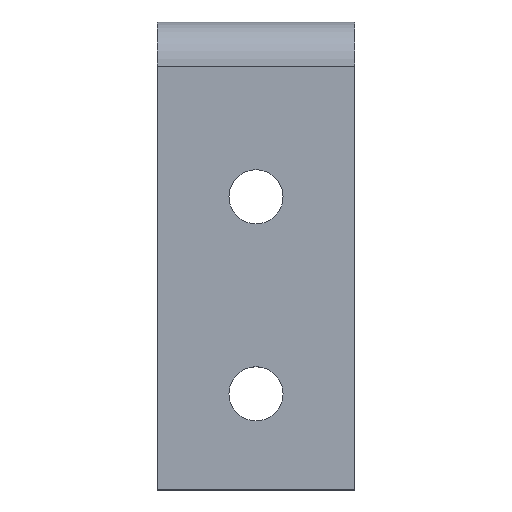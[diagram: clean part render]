
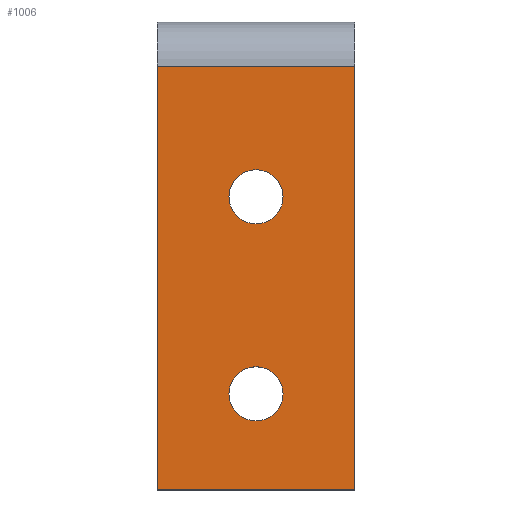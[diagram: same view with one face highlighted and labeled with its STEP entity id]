
A CAD part, top view. The second image highlights one B-rep face of the part: STEP entity #1006.
In plain terms, the highlighted planar face has unit normal (0, 0, 1).
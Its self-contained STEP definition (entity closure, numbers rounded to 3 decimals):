
#132=CARTESIAN_POINT('',(-2.75,-37.75,14.5));
#133=VERTEX_POINT('',#132);
#149=CARTESIAN_POINT('',(2.75,-37.75,14.5));
#150=VERTEX_POINT('',#149);
#157=CARTESIAN_POINT('',(0.0,-37.75,14.5));
#158=DIRECTION('',(0.0,0.0,-1.0));
#159=DIRECTION('',(-1.0,0.0,0.0));
#160=AXIS2_PLACEMENT_3D('',#157,#158,#159);
#161=CIRCLE('',#160,2.75);
#162=EDGE_CURVE('',#133,#150,#161,.T.);
#174=CARTESIAN_POINT('',(-2.75,-17.75,14.5));
#175=VERTEX_POINT('',#174);
#191=CARTESIAN_POINT('',(2.75,-17.75,14.5));
#192=VERTEX_POINT('',#191);
#199=CARTESIAN_POINT('',(0.0,-17.75,14.5));
#200=DIRECTION('',(0.0,0.0,-1.0));
#201=DIRECTION('',(-1.0,0.0,0.0));
#202=AXIS2_PLACEMENT_3D('',#199,#200,#201);
#203=CIRCLE('',#202,2.75);
#204=EDGE_CURVE('',#175,#192,#203,.T.);
#719=CARTESIAN_POINT('',(0.0,-17.75,14.5));
#720=DIRECTION('',(0.0,0.0,-1.0));
#721=DIRECTION('',(-1.0,0.0,0.0));
#722=AXIS2_PLACEMENT_3D('',#719,#720,#721);
#723=CIRCLE('',#722,2.75);
#724=EDGE_CURVE('',#192,#175,#723,.T.);
#743=CARTESIAN_POINT('',(0.0,-37.75,14.5));
#744=DIRECTION('',(0.0,0.0,-1.0));
#745=DIRECTION('',(-1.0,0.0,0.0));
#746=AXIS2_PLACEMENT_3D('',#743,#744,#745);
#747=CIRCLE('',#746,2.75);
#748=EDGE_CURVE('',#150,#133,#747,.T.);
#785=CARTESIAN_POINT('',(-10.0,-47.5,14.5));
#786=VERTEX_POINT('',#785);
#793=CARTESIAN_POINT('',(-10.0,-4.5,14.5));
#794=VERTEX_POINT('',#793);
#795=CARTESIAN_POINT('',(-10.0,-4.5,14.5));
#796=DIRECTION('',(0.0,-1.0,0.0));
#797=VECTOR('',#796,43.0);
#798=LINE('',#795,#797);
#799=EDGE_CURVE('',#794,#786,#798,.T.);
#824=CARTESIAN_POINT('',(10.0,-4.5,14.5));
#825=VERTEX_POINT('',#824);
#842=CARTESIAN_POINT('',(10.0,-4.5,14.5));
#843=DIRECTION('',(-1.0,0.0,0.0));
#844=VECTOR('',#843,20.0);
#845=LINE('',#842,#844);
#846=EDGE_CURVE('',#825,#794,#845,.T.);
#963=CARTESIAN_POINT('',(10.0,-47.5,14.5));
#964=VERTEX_POINT('',#963);
#971=CARTESIAN_POINT('',(-10.0,-47.5,14.5));
#972=DIRECTION('',(1.0,0.0,0.0));
#973=VECTOR('',#972,20.0);
#974=LINE('',#971,#973);
#975=EDGE_CURVE('',#786,#964,#974,.T.);
#982=CARTESIAN_POINT('',(0.0,-47.5,14.5));
#983=DIRECTION('',(0.0,0.0,1.0));
#984=DIRECTION('',(-1.0,0.0,0.0));
#985=AXIS2_PLACEMENT_3D('',#982,#983,#984);
#986=PLANE('',#985);
#987=CARTESIAN_POINT('',(10.0,-47.5,14.5));
#988=DIRECTION('',(0.0,1.0,0.0));
#989=VECTOR('',#988,43.0);
#990=LINE('',#987,#989);
#991=EDGE_CURVE('',#964,#825,#990,.T.);
#992=ORIENTED_EDGE('',*,*,#991,.T.);
#993=ORIENTED_EDGE('',*,*,#846,.T.);
#994=ORIENTED_EDGE('',*,*,#799,.T.);
#995=ORIENTED_EDGE('',*,*,#975,.T.);
#996=EDGE_LOOP('',(#992,#993,#994,#995));
#997=FACE_OUTER_BOUND('',#996,.T.);
#998=ORIENTED_EDGE('',*,*,#724,.T.);
#999=ORIENTED_EDGE('',*,*,#204,.T.);
#1000=EDGE_LOOP('',(#998,#999));
#1001=FACE_BOUND('',#1000,.T.);
#1002=ORIENTED_EDGE('',*,*,#748,.T.);
#1003=ORIENTED_EDGE('',*,*,#162,.T.);
#1004=EDGE_LOOP('',(#1002,#1003));
#1005=FACE_BOUND('',#1004,.T.);
#1006=ADVANCED_FACE('',(#997,#1001,#1005),#986,.T.);
